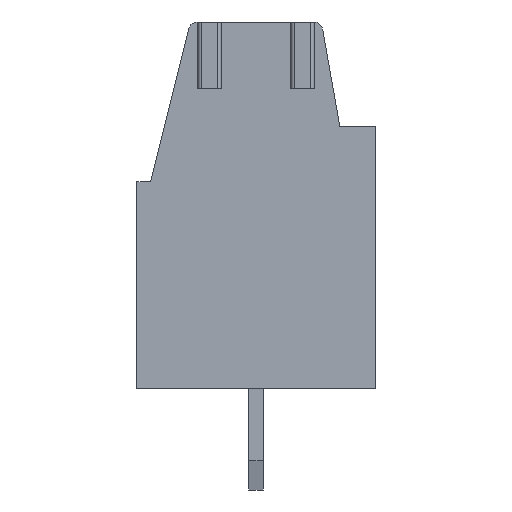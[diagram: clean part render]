
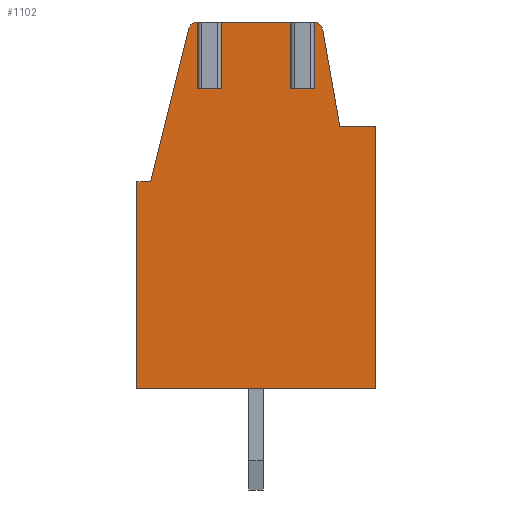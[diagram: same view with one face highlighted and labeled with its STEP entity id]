
A CAD part, left-side view. The second image highlights one B-rep face of the part: STEP entity #1102.
In plain terms, the highlighted planar face has unit normal (-1, 0, 0).
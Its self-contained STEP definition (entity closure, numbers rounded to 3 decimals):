
#1102 = ADVANCED_FACE( '', ( #2328 ), #2329, .T. );
#2328 = FACE_OUTER_BOUND( '', #3601, .T. );
#2329 = PLANE( '', #3602 );
#3601 = EDGE_LOOP( '', ( #7002, #7003, #7004, #7005, #7006, #7007, #7008, #7009, #7010, #7011, #7012, #7013, #7014, #7015, #7016, #7017, #7018, #7019 ) );
#3602 = AXIS2_PLACEMENT_3D( '', #7020, #7021, #7022 );
#7002 = ORIENTED_EDGE( '', *, *, #8748, .T. );
#7003 = ORIENTED_EDGE( '', *, *, #7978, .T. );
#7004 = ORIENTED_EDGE( '', *, *, #7623, .T. );
#7005 = ORIENTED_EDGE( '', *, *, #8545, .T. );
#7006 = ORIENTED_EDGE( '', *, *, #8792, .T. );
#7007 = ORIENTED_EDGE( '', *, *, #8386, .T. );
#7008 = ORIENTED_EDGE( '', *, *, #8709, .T. );
#7009 = ORIENTED_EDGE( '', *, *, #8736, .F. );
#7010 = ORIENTED_EDGE( '', *, *, #8213, .T. );
#7011 = ORIENTED_EDGE( '', *, *, #8823, .T. );
#7012 = ORIENTED_EDGE( '', *, *, #8704, .T. );
#7013 = ORIENTED_EDGE( '', *, *, #8499, .F. );
#7014 = ORIENTED_EDGE( '', *, *, #8185, .F. );
#7015 = ORIENTED_EDGE( '', *, *, #8572, .T. );
#7016 = ORIENTED_EDGE( '', *, *, #8700, .F. );
#7017 = ORIENTED_EDGE( '', *, *, #8772, .T. );
#7018 = ORIENTED_EDGE( '', *, *, #8234, .T. );
#7019 = ORIENTED_EDGE( '', *, *, #7725, .T. );
#7020 = CARTESIAN_POINT( '', ( -39.499, 181.943, -29.87 ) );
#7021 = DIRECTION( '', ( -1., 0., 0. ) );
#7022 = DIRECTION( '', ( 0., -1., 0. ) );
#7623 = EDGE_CURVE( '', #9215, #9213, #9216, .T. );
#7725 = EDGE_CURVE( '', #9402, #9399, #9403, .T. );
#7978 = EDGE_CURVE( '', #9803, #9215, #9804, .T. );
#8185 = EDGE_CURVE( '', #10126, #10128, #10129, .T. );
#8213 = EDGE_CURVE( '', #10175, #10173, #10176, .T. );
#8234 = EDGE_CURVE( '', #10206, #9402, #10207, .T. );
#8386 = EDGE_CURVE( '', #10429, #10426, #10430, .T. );
#8499 = EDGE_CURVE( '', #10128, #10590, #10591, .T. );
#8545 = EDGE_CURVE( '', #9213, #10648, #10650, .T. );
#8572 = EDGE_CURVE( '', #10126, #10684, #10685, .T. );
#8700 = EDGE_CURVE( '', #10828, #10684, #10830, .T. );
#8704 = EDGE_CURVE( '', #10835, #10590, #10836, .T. );
#8709 = EDGE_CURVE( '', #10426, #10841, #10843, .T. );
#8736 = EDGE_CURVE( '', #10175, #10841, #10876, .T. );
#8748 = EDGE_CURVE( '', #9399, #9803, #10890, .T. );
#8772 = EDGE_CURVE( '', #10828, #10206, #10917, .T. );
#8792 = EDGE_CURVE( '', #10648, #10429, #10939, .T. );
#8823 = EDGE_CURVE( '', #10173, #10835, #10973, .T. );
#9213 = VERTEX_POINT( '', #11503 );
#9215 = VERTEX_POINT( '', #11506 );
#9216 = LINE( '', #11507, #11508 );
#9399 = VERTEX_POINT( '', #11782 );
#9402 = VERTEX_POINT( '', #11786 );
#9403 = LINE( '', #11787, #11788 );
#9803 = VERTEX_POINT( '', #12396 );
#9804 = LINE( '', #12397, #12398 );
#10126 = VERTEX_POINT( '', #12861 );
#10128 = VERTEX_POINT( '', #12863 );
#10129 = LINE( '', #12864, #12865 );
#10173 = VERTEX_POINT( '', #12922 );
#10175 = VERTEX_POINT( '', #12924 );
#10176 = LINE( '', #12925, #12926 );
#10206 = VERTEX_POINT( '', #12965 );
#10207 = LINE( '', #12966, #12967 );
#10426 = VERTEX_POINT( '', #13320 );
#10429 = VERTEX_POINT( '', #13324 );
#10430 = CIRCLE( '', #13325, 0.3 );
#10590 = VERTEX_POINT( '', #13575 );
#10591 = LINE( '', #13576, #13577 );
#10648 = VERTEX_POINT( '', #13664 );
#10650 = LINE( '', #13667, #13668 );
#10684 = VERTEX_POINT( '', #13719 );
#10685 = LINE( '', #13720, #13721 );
#10828 = VERTEX_POINT( '', #13921 );
#10830 = LINE( '', #13924, #13925 );
#10835 = VERTEX_POINT( '', #13932 );
#10836 = LINE( '', #13933, #13934 );
#10841 = VERTEX_POINT( '', #13940 );
#10843 = LINE( '', #13942, #13943 );
#10876 = LINE( '', #14001, #14002 );
#10890 = LINE( '', #14021, #14022 );
#10917 = CIRCLE( '', #14059, 0.3 );
#10939 = LINE( '', #14090, #14091 );
#10973 = LINE( '', #14131, #14132 );
#11503 = CARTESIAN_POINT( '', ( -39.499, 179.841, -33.17 ) );
#11506 = CARTESIAN_POINT( '', ( -39.499, 179.841, -42.17 ) );
#11507 = CARTESIAN_POINT( '', ( -39.499, 179.841, -33.17 ) );
#11508 = VECTOR( '', #14400, 1000. );
#11782 = CARTESIAN_POINT( '', ( -39.499, 188.041, -35.07 ) );
#11786 = CARTESIAN_POINT( '', ( -39.499, 187.562, -35.07 ) );
#11787 = CARTESIAN_POINT( '', ( -39.499, 188.041, -35.07 ) );
#11788 = VECTOR( '', #14521, 1000. );
#12396 = CARTESIAN_POINT( '', ( -39.499, 188.041, -42.17 ) );
#12397 = CARTESIAN_POINT( '', ( -39.499, 179.841, -42.17 ) );
#12398 = VECTOR( '', #14763, 1000. );
#12861 = CARTESIAN_POINT( '', ( -39.499, 185.919, -31.87 ) );
#12863 = CARTESIAN_POINT( '', ( -39.499, 185.172, -31.87 ) );
#12864 = CARTESIAN_POINT( '', ( -39.499, 185.143, -31.87 ) );
#12865 = VECTOR( '', #14971, 1000. );
#12922 = CARTESIAN_POINT( '', ( -39.499, 182.719, -31.87 ) );
#12924 = CARTESIAN_POINT( '', ( -39.499, 181.972, -31.87 ) );
#12925 = CARTESIAN_POINT( '', ( -39.499, 182.748, -31.87 ) );
#12926 = VECTOR( '', #15012, 1000. );
#12965 = CARTESIAN_POINT( '', ( -39.499, 186.248, -29.797 ) );
#12966 = CARTESIAN_POINT( '', ( -39.499, 187.562, -35.07 ) );
#12967 = VECTOR( '', #15037, 1000. );
#13320 = CARTESIAN_POINT( '', ( -39.499, 181.943, -29.57 ) );
#13324 = CARTESIAN_POINT( '', ( -39.499, 181.647, -29.817 ) );
#13325 = AXIS2_PLACEMENT_3D( '', #15211, #15212, #15213 );
#13575 = CARTESIAN_POINT( '', ( -39.499, 185.172, -29.57 ) );
#13576 = CARTESIAN_POINT( '', ( -39.499, 185.172, -42.171 ) );
#13577 = VECTOR( '', #15341, 1000. );
#13664 = CARTESIAN_POINT( '', ( -39.499, 181.056, -33.17 ) );
#13667 = CARTESIAN_POINT( '', ( -39.499, 181.056, -33.17 ) );
#13668 = VECTOR( '', #15384, 1000. );
#13719 = CARTESIAN_POINT( '', ( -39.499, 185.919, -29.57 ) );
#13720 = CARTESIAN_POINT( '', ( -39.499, 185.919, -42.171 ) );
#13721 = VECTOR( '', #15408, 1000. );
#13921 = CARTESIAN_POINT( '', ( -39.499, 185.957, -29.57 ) );
#13924 = CARTESIAN_POINT( '', ( -39.499, 185.957, -29.57 ) );
#13925 = VECTOR( '', #15518, 1000. );
#13932 = CARTESIAN_POINT( '', ( -39.499, 182.719, -29.57 ) );
#13933 = CARTESIAN_POINT( '', ( -39.499, 185.957, -29.57 ) );
#13934 = VECTOR( '', #15524, 1000. );
#13940 = CARTESIAN_POINT( '', ( -39.499, 181.972, -29.57 ) );
#13942 = CARTESIAN_POINT( '', ( -39.499, 185.957, -29.57 ) );
#13943 = VECTOR( '', #15535, 1000. );
#14001 = CARTESIAN_POINT( '', ( -39.499, 181.972, -42.171 ) );
#14002 = VECTOR( '', #15572, 1000. );
#14021 = CARTESIAN_POINT( '', ( -39.499, 188.041, -42.17 ) );
#14022 = VECTOR( '', #15578, 1000. );
#14059 = AXIS2_PLACEMENT_3D( '', #15595, #15596, #15597 );
#14090 = CARTESIAN_POINT( '', ( -39.499, 181.647, -29.817 ) );
#14091 = VECTOR( '', #15607, 1000. );
#14131 = CARTESIAN_POINT( '', ( -39.499, 182.719, -42.171 ) );
#14132 = VECTOR( '', #15626, 1000. );
#14400 = DIRECTION( '', ( 0., 0., 1. ) );
#14521 = DIRECTION( '', ( 0., 1., 0. ) );
#14763 = DIRECTION( '', ( 0., -1., 0. ) );
#14971 = DIRECTION( '', ( 0., -1., 0. ) );
#15012 = DIRECTION( '', ( 0., 1., 0. ) );
#15037 = DIRECTION( '', ( 0., 0.242, -0.97 ) );
#15211 = CARTESIAN_POINT( '', ( -39.499, 181.943, -29.87 ) );
#15212 = DIRECTION( '', ( -1., 0., 0. ) );
#15213 = DIRECTION( '', ( 0., 0.643, -0.766 ) );
#15341 = DIRECTION( '', ( 0., 0., 1. ) );
#15384 = DIRECTION( '', ( 0., 1., 0. ) );
#15408 = DIRECTION( '', ( 0., 0., 1. ) );
#15518 = DIRECTION( '', ( 0., -1., 0. ) );
#15524 = DIRECTION( '', ( 0., 1., 0. ) );
#15535 = DIRECTION( '', ( 0., 1., 0. ) );
#15572 = DIRECTION( '', ( 0., 0., 1. ) );
#15578 = DIRECTION( '', ( 0., 0., -1. ) );
#15595 = CARTESIAN_POINT( '', ( -39.499, 185.957, -29.87 ) );
#15596 = DIRECTION( '', ( -1., 0., 0. ) );
#15597 = DIRECTION( '', ( 0., -0.616, -0.788 ) );
#15607 = DIRECTION( '', ( 0., 0.174, 0.985 ) );
#15626 = DIRECTION( '', ( 0., 0., 1. ) );
